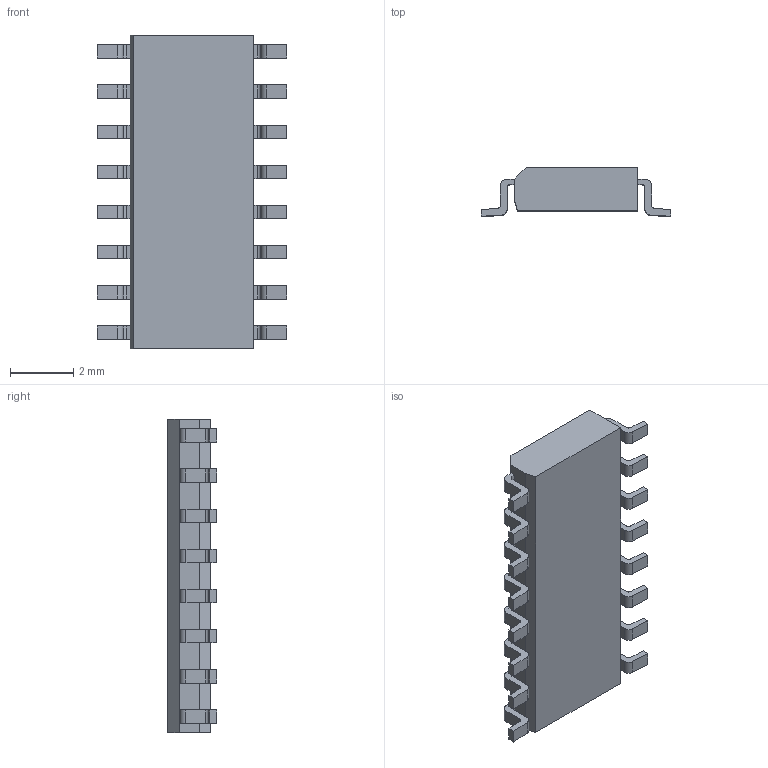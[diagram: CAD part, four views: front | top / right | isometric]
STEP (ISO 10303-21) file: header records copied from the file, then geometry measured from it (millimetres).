
FILE_DESCRIPTION((''),'2;1');
FILE_NAME('CDNBS16-T_SERIES','2012-07-20T',('ryans'),('Bourns, Inc.'),'PRO/ENGINEER BY PARAMETRIC TECHNOLOGY CORPORATION, 2010100','PRO/ENGINEER BY PARAMETRIC TECHNOLOGY CORPORATION, 2010100','');
FILE_SCHEMA(('CONFIG_CONTROL_DESIGN'));
Length unit declared in the file: millimetre
Products named in the file (1): CDNBS16-T_SERIES
Bounding box: 6 x 1.55 x 9.9 mm (x, y, z)
Volume: 54.9 mm3; surface area: 150.1 mm2
Topology: 1 solids, 1 shells, 216 faces, 594 edges, 396 vertices
Faces by surface type: plane 152, cylinder 64
Entity records: 6884 total; most frequent: CARTESIAN_POINT 1206, ORIENTED_EDGE 1188, DIRECTION 1154, EDGE_CURVE 594, VECTOR 466, LINE 466, VERTEX_POINT 396, AXIS2_PLACEMENT_3D 344
